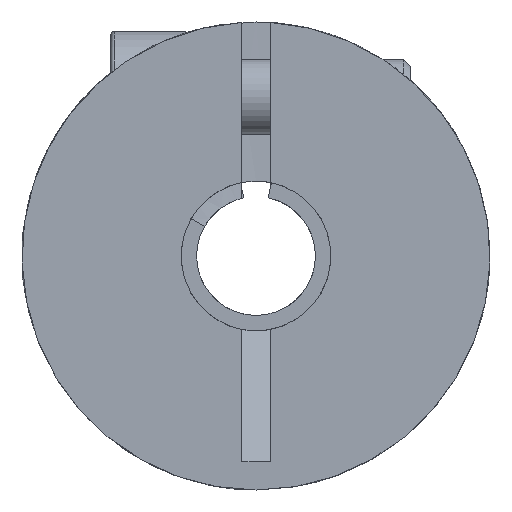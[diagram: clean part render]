
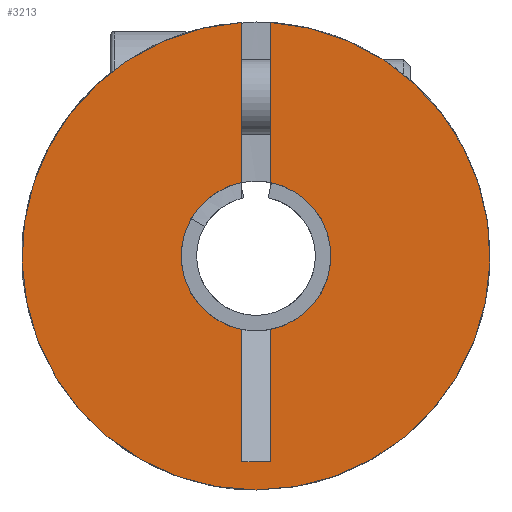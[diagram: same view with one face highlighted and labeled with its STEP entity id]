
A CAD part, front view. The second image highlights one B-rep face of the part: STEP entity #3213.
In plain terms, the highlighted planar face has unit normal (0, -1, 0).
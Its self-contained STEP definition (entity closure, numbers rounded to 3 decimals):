
#25 = ORIENTED_EDGE ( 'NONE', *, *, #3062, .F. ) ;
#67 = FACE_OUTER_BOUND ( 'NONE', #2660, .T. ) ;
#90 = CARTESIAN_POINT ( 'NONE',  ( 0., 0., 0. ) ) ;
#212 = VERTEX_POINT ( 'NONE', #1351 ) ;
#261 = VERTEX_POINT ( 'NONE', #638 ) ;
#418 = CARTESIAN_POINT ( 'NONE',  ( -0.75, 0., 12.5 ) ) ;
#453 = DIRECTION ( 'NONE',  ( 0., 0., 1. ) ) ;
#486 = LINE ( 'NONE', #1200, #2435 ) ;
#498 = AXIS2_PLACEMENT_3D ( 'NONE', #991, #4713, #3976 ) ;
#584 = EDGE_CURVE ( 'NONE', #1776, #2266, #3153, .T. ) ;
#638 = CARTESIAN_POINT ( 'NONE',  ( 0.75, 0., -11. ) ) ;
#837 = DIRECTION ( 'NONE',  ( 0., 0., -1. ) ) ;
#987 = DIRECTION ( 'NONE',  ( 0., 0., -1. ) ) ;
#991 = CARTESIAN_POINT ( 'NONE',  ( 0., 0., 0. ) ) ;
#1042 = AXIS2_PLACEMENT_3D ( 'NONE', #90, #3501, #1953 ) ;
#1070 = DIRECTION ( 'NONE',  ( 0., 1., 0. ) ) ;
#1073 = EDGE_CURVE ( 'NONE', #261, #4492, #486, .T. ) ;
#1141 = DIRECTION ( 'NONE',  ( 0., 1., 0. ) ) ;
#1200 = CARTESIAN_POINT ( 'NONE',  ( 0.75, 0., -11. ) ) ;
#1339 = CIRCLE ( 'NONE', #3070, 12.5 ) ;
#1346 = ORIENTED_EDGE ( 'NONE', *, *, #584, .T. ) ;
#1351 = CARTESIAN_POINT ( 'NONE',  ( 0., 0., -12.5 ) ) ;
#1367 = CARTESIAN_POINT ( 'NONE',  ( -0.75, 0., 3.929 ) ) ;
#1599 = CARTESIAN_POINT ( 'NONE',  ( 0., 0., 0. ) ) ;
#1677 = EDGE_CURVE ( 'NONE', #212, #3494, #1339, .T. ) ;
#1776 = VERTEX_POINT ( 'NONE', #1914 ) ;
#1800 = EDGE_CURVE ( 'NONE', #1776, #212, #3684, .T. ) ;
#1837 = DIRECTION ( 'NONE',  ( 0., 0., -1. ) ) ;
#1914 = CARTESIAN_POINT ( 'NONE',  ( 0.75, 0., 12.477 ) ) ;
#1953 = DIRECTION ( 'NONE',  ( 0., 0., 1. ) ) ;
#1978 = ORIENTED_EDGE ( 'NONE', *, *, #1073, .T. ) ;
#1990 = ORIENTED_EDGE ( 'NONE', *, *, #2390, .F. ) ;
#2116 = ORIENTED_EDGE ( 'NONE', *, *, #2156, .F. ) ;
#2156 = EDGE_CURVE ( 'NONE', #3494, #4343, #2602, .T. ) ;
#2266 = VERTEX_POINT ( 'NONE', #4249 ) ;
#2313 = ORIENTED_EDGE ( 'NONE', *, *, #2967, .T. ) ;
#2390 = EDGE_CURVE ( 'NONE', #4343, #3489, #4848, .T. ) ;
#2423 = CARTESIAN_POINT ( 'NONE',  ( -0.75, 0., -11. ) ) ;
#2435 = VECTOR ( 'NONE', #2701, 1000. ) ;
#2602 = LINE ( 'NONE', #418, #4146 ) ;
#2648 = CARTESIAN_POINT ( 'NONE',  ( -0.75, 0., -3.929 ) ) ;
#2660 = EDGE_LOOP ( 'NONE', ( #3731, #1346, #3278, #2313, #1978, #25, #1990, #2116, #3211 ) ) ;
#2701 = DIRECTION ( 'NONE',  ( -1., 0., 0. ) ) ;
#2897 = AXIS2_PLACEMENT_3D ( 'NONE', #3616, #3984, #4346 ) ;
#2907 = VECTOR ( 'NONE', #837, 1000. ) ;
#2925 = VECTOR ( 'NONE', #4088, 1000. ) ;
#2956 = LINE ( 'NONE', #3029, #2925 ) ;
#2967 = EDGE_CURVE ( 'NONE', #3218, #261, #3949, .T. ) ;
#3029 = CARTESIAN_POINT ( 'NONE',  ( -0.75, 0., 12.5 ) ) ;
#3062 = EDGE_CURVE ( 'NONE', #3489, #4492, #2956, .T. ) ;
#3070 = AXIS2_PLACEMENT_3D ( 'NONE', #4005, #1070, #4819 ) ;
#3153 = LINE ( 'NONE', #4256, #2907 ) ;
#3154 = AXIS2_PLACEMENT_3D ( 'NONE', #1599, #1141, #453 ) ;
#3211 = ORIENTED_EDGE ( 'NONE', *, *, #1677, .F. ) ;
#3213 = ADVANCED_FACE ( 'NONE', ( #67 ), #3848, .F. ) ;
#3218 = VERTEX_POINT ( 'NONE', #4230 ) ;
#3251 = CARTESIAN_POINT ( 'NONE',  ( 0.75, 0., 12.5 ) ) ;
#3278 = ORIENTED_EDGE ( 'NONE', *, *, #4811, .F. ) ;
#3489 = VERTEX_POINT ( 'NONE', #2648 ) ;
#3494 = VERTEX_POINT ( 'NONE', #4826 ) ;
#3501 = DIRECTION ( 'NONE',  ( 0., 1., 0. ) ) ;
#3616 = CARTESIAN_POINT ( 'NONE',  ( 0., 0., 0. ) ) ;
#3684 = CIRCLE ( 'NONE', #3154, 12.5 ) ;
#3731 = ORIENTED_EDGE ( 'NONE', *, *, #1800, .F. ) ;
#3848 = PLANE ( 'NONE',  #1042 ) ;
#3949 = LINE ( 'NONE', #3251, #4083 ) ;
#3976 = DIRECTION ( 'NONE',  ( 0., 0., -1. ) ) ;
#3984 = DIRECTION ( 'NONE',  ( 0., -1., 0. ) ) ;
#4005 = CARTESIAN_POINT ( 'NONE',  ( 0., 0., 0. ) ) ;
#4083 = VECTOR ( 'NONE', #987, 1000. ) ;
#4088 = DIRECTION ( 'NONE',  ( 0., 0., -1. ) ) ;
#4146 = VECTOR ( 'NONE', #1837, 1000. ) ;
#4230 = CARTESIAN_POINT ( 'NONE',  ( 0.75, 0., -3.929 ) ) ;
#4249 = CARTESIAN_POINT ( 'NONE',  ( 0.75, 0., 3.929 ) ) ;
#4256 = CARTESIAN_POINT ( 'NONE',  ( 0.75, 0., 12.5 ) ) ;
#4343 = VERTEX_POINT ( 'NONE', #1367 ) ;
#4346 = DIRECTION ( 'NONE',  ( 0., 0., -1. ) ) ;
#4481 = CIRCLE ( 'NONE', #498, 4. ) ;
#4492 = VERTEX_POINT ( 'NONE', #2423 ) ;
#4713 = DIRECTION ( 'NONE',  ( 0., -1., 0. ) ) ;
#4811 = EDGE_CURVE ( 'NONE', #3218, #2266, #4481, .T. ) ;
#4819 = DIRECTION ( 'NONE',  ( 0., 0., 1. ) ) ;
#4826 = CARTESIAN_POINT ( 'NONE',  ( -0.75, 0., 12.477 ) ) ;
#4848 = CIRCLE ( 'NONE', #2897, 4. ) ;
